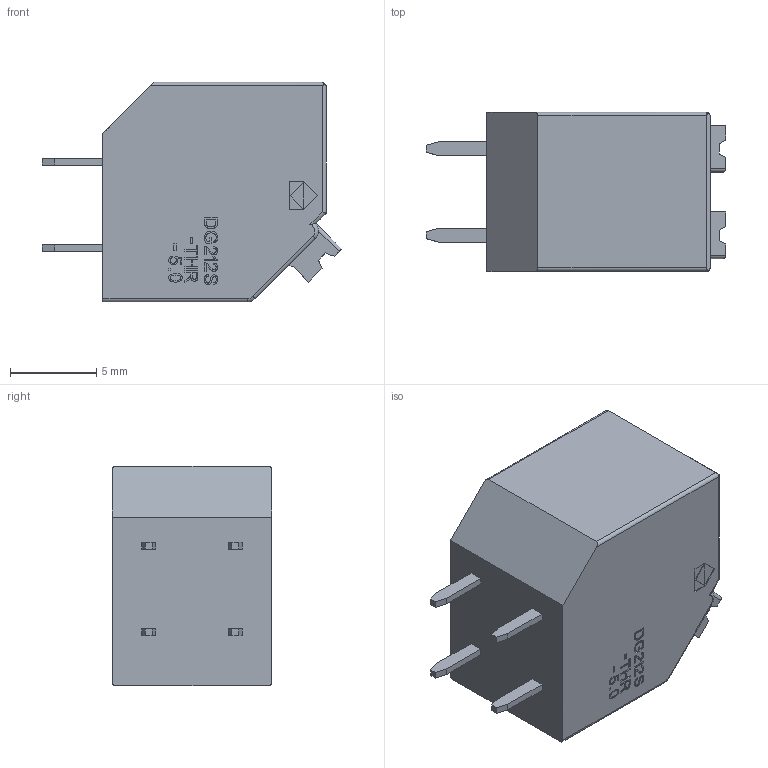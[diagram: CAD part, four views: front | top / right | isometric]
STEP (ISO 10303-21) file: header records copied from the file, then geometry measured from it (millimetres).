
FILE_DESCRIPTION(/* description */ ('Unknown'),/* implementation_level */ '2;1');
FILE_NAME(/* name */ 'DG212S-THR-02P-1Y-00A-C',/* time_stamp */ '2022-03-25T11:34:34+08:00',/* author */ ('Unknown'),/* organization */ ('Unknown'),/* preprocessor_version */ 'ST-DEVELOPER v16.7',/* originating_system */ 'Solid Edge',/* authorisation */ 'Unknown');
FILE_SCHEMA (('AUTOMOTIVE_DESIGN {1 0 10303 214 3 1 1}'));
Length unit declared in the file: millimetre
Products named in the file (1): DG212S-THR-04P-1Y-00A-C
Bounding box: 17.3 x 9.2 x 12.7 mm (x, y, z)
Volume: 1346 mm3; surface area: 969.9 mm2
Topology: 1 solids, 1 shells, 530 faces, 1487 edges, 983 vertices
Faces by surface type: plane 345, cylinder 165, bspline 11, torus 4, cone 4, sphere 1
Full cylindrical faces by diameter (mm): 1.3 x2
Entity records: 21098 total; most frequent: CARTESIAN_POINT 3798, ORIENTED_EDGE 2964, DIRECTION 2664, EDGE_CURVE 1482, VERTEX_POINT 981, LINE 966, VECTOR 966, AXIS2_PLACEMENT_3D 849
